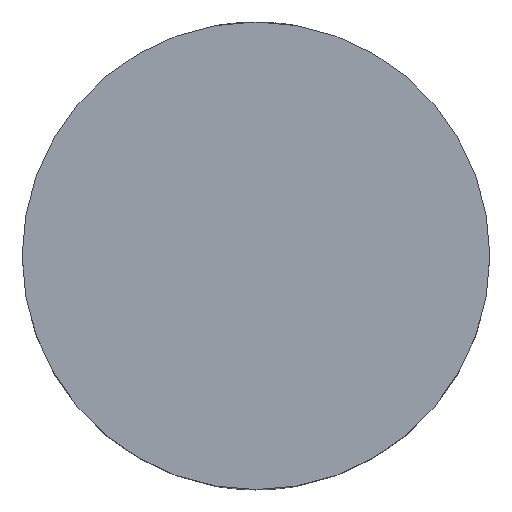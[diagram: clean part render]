
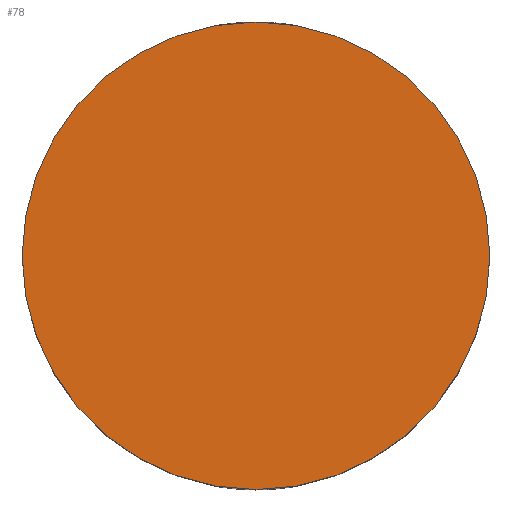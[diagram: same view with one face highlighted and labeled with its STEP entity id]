
A CAD part, top view. The second image highlights one B-rep face of the part: STEP entity #78.
In plain terms, the highlighted planar face has unit normal (0, 0, 1).
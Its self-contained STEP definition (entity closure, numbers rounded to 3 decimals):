
#29 = CARTESIAN_POINT ( 'NONE',  ( -21.907, 30.241, 33. ) ) ;
#31 = ORIENTED_EDGE ( 'NONE', *, *, #215, .T. ) ;
#70 = EDGE_CURVE ( 'NONE', #76, #160, #301, .T. ) ;
#76 = VERTEX_POINT ( 'NONE', #363 ) ;
#78 = ADVANCED_FACE ( 'NONE', ( #366 ), #225, .T. ) ;
#84 = DIRECTION ( 'NONE',  ( 0., 0., 1. ) ) ;
#86 = DIRECTION ( 'NONE',  ( 1., 0., 0. ) ) ;
#99 = DIRECTION ( 'NONE',  ( 0., 0., 1. ) ) ;
#120 = CIRCLE ( 'NONE', #163, 35. ) ;
#155 = ORIENTED_EDGE ( 'NONE', *, *, #70, .T. ) ;
#160 = VERTEX_POINT ( 'NONE', #209 ) ;
#163 = AXIS2_PLACEMENT_3D ( 'NONE', #239, #99, #182 ) ;
#167 = DIRECTION ( 'NONE',  ( 1., 0., 0. ) ) ;
#178 = AXIS2_PLACEMENT_3D ( 'NONE', #29, #245, #86 ) ;
#182 = DIRECTION ( 'NONE',  ( 1., 0., 0. ) ) ;
#195 = AXIS2_PLACEMENT_3D ( 'NONE', #340, #84, #167 ) ;
#209 = CARTESIAN_POINT ( 'NONE',  ( -56.907, 30.241, 33. ) ) ;
#215 = EDGE_CURVE ( 'NONE', #160, #76, #120, .T. ) ;
#225 = PLANE ( 'NONE',  #195 ) ;
#228 = EDGE_LOOP ( 'NONE', ( #31, #155 ) ) ;
#239 = CARTESIAN_POINT ( 'NONE',  ( -21.907, 30.241, 33. ) ) ;
#245 = DIRECTION ( 'NONE',  ( 0., 0., 1. ) ) ;
#301 = CIRCLE ( 'NONE', #178, 35. ) ;
#340 = CARTESIAN_POINT ( 'NONE',  ( -21.907, 30.241, 33. ) ) ;
#363 = CARTESIAN_POINT ( 'NONE',  ( 13.093, 30.241, 33. ) ) ;
#366 = FACE_OUTER_BOUND ( 'NONE', #228, .T. ) ;
